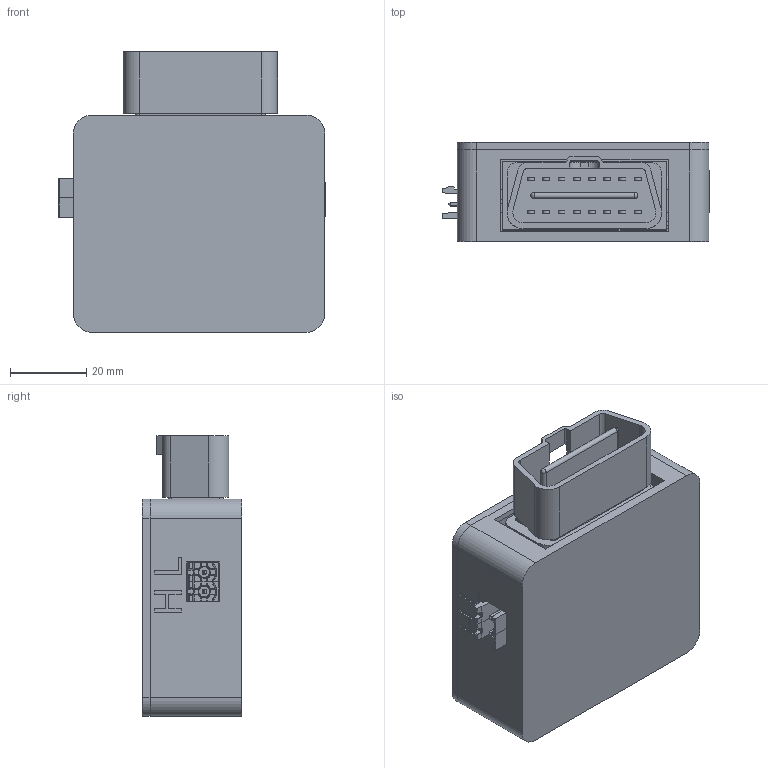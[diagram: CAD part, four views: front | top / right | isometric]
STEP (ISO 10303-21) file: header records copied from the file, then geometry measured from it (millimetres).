
FILE_DESCRIPTION(/* description */ (''),/* implementation_level */ '2;1');
FILE_NAME(/* name */ 'obd_simu v3.step',/* time_stamp */ '2020-09-02T18:48:57-03:00',/* author */ (''),/* organization */ (''),/* preprocessor_version */ 'ST-DEVELOPER v18.1',/* originating_system */ 'Autodesk Translation Framework v9.3.0.1241',/* authorisation */ '');
FILE_SCHEMA (('AUTOMOTIVE_DESIGN { 1 0 10303 214 3 1 1 }'));
Products named in the file (5): obd_simu; stm32f103c8t6-board; COMTECH_PG-002; JACK P4 PCI 2,5mm; euro_2way
Assembly tree (4 placements, depth 2):
  obd_simu
    stm32f103c8t6-board
    COMTECH_PG-002
    JACK P4 PCI 2,5mm
    euro_2way
Bounding box: 69.96 x 26 x 73.63 mm (x, y, z)
Volume: 38784.3 mm3; surface area: 42116.8 mm2
Topology: 10 solids, 10 shells, 2019 faces, 5133 edges, 3245 vertices
Faces by surface type: plane 865, bspline 525, cylinder 445, sphere 95, torus 83, cone 6
Full cylindrical faces by diameter (mm): 0.7 x96, 1.1 x3, 1.3 x1, 2.5 x1, 2.9 x1, 2.99 x1, 3 x2, 6.31 x1
Entity records: 69045 total; most frequent: CARTESIAN_POINT 22568, ORIENTED_EDGE 10138, DIRECTION 8058, EDGE_CURVE 5069, VERTEX_POINT 3245, LINE 2904, VECTOR 2904, AXIS2_PLACEMENT_3D 2577
